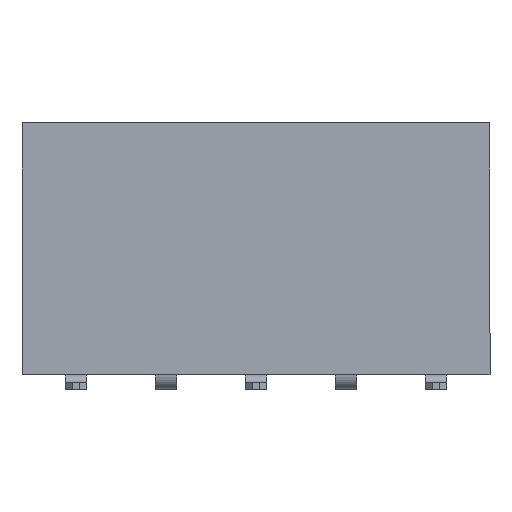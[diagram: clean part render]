
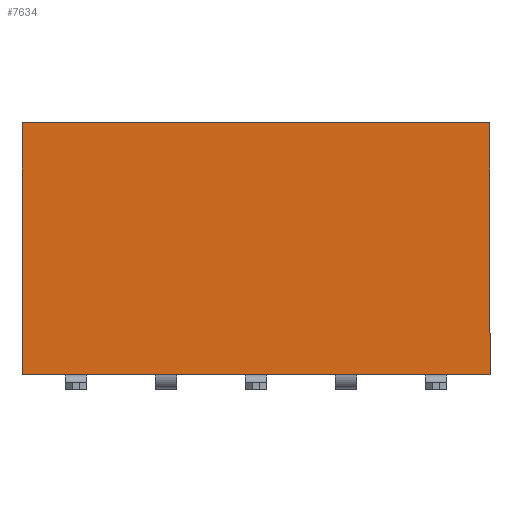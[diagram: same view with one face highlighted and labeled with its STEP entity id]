
A CAD part, left-side view. The second image highlights one B-rep face of the part: STEP entity #7634.
In plain terms, the highlighted face is planar.
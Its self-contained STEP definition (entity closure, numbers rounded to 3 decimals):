
#2600=ORIENTED_EDGE('',*,*,#3815,.T.);
#2601=ORIENTED_EDGE('',*,*,#3816,.T.);
#2602=ORIENTED_EDGE('',*,*,#3817,.T.);
#2603=ORIENTED_EDGE('',*,*,#3818,.T.);
#3815=EDGE_CURVE('',#4538,#4539,#5325,.T.);
#3816=EDGE_CURVE('',#4539,#4540,#5326,.T.);
#3817=EDGE_CURVE('',#4540,#4541,#5327,.T.);
#3818=EDGE_CURVE('',#4541,#4538,#5328,.T.);
#4538=VERTEX_POINT('',#12912);
#4539=VERTEX_POINT('',#12913);
#4540=VERTEX_POINT('',#12915);
#4541=VERTEX_POINT('',#12917);
#5325=LINE('',#12911,#6119);
#5326=LINE('',#12914,#6120);
#5327=LINE('',#12916,#6121);
#5328=LINE('',#12918,#6122);
#6119=VECTOR('',#10417,1000.);
#6120=VECTOR('',#10418,1000.);
#6121=VECTOR('',#10419,1000.);
#6122=VECTOR('',#10420,1000.);
#6524=EDGE_LOOP('',(#2600,#2601,#2602,#2603));
#6944=FACE_BOUND('',#6524,.T.);
#7224=PLANE('',#8345);
#7634=ADVANCED_FACE('',(#6944),#7224,.T.);
#8345=AXIS2_PLACEMENT_3D('',#12910,#10415,#10416);
#10415=DIRECTION('',(0.,-1.,0.));
#10416=DIRECTION('',(0.,0.,-1.));
#10417=DIRECTION('',(0.,0.,-1.));
#10418=DIRECTION('',(1.,0.,0.));
#10419=DIRECTION('',(0.,0.,1.));
#10420=DIRECTION('',(-1.,0.,0.));
#12910=CARTESIAN_POINT('',(0.,-1.25,0.));
#12911=CARTESIAN_POINT('',(-6.6,-1.25,3.55));
#12912=CARTESIAN_POINT('',(-6.6,-1.25,3.55));
#12913=CARTESIAN_POINT('',(-6.6,-1.25,-3.55));
#12914=CARTESIAN_POINT('',(-6.6,-1.25,-3.55));
#12915=CARTESIAN_POINT('',(6.6,-1.25,-3.55));
#12916=CARTESIAN_POINT('',(6.6,-1.25,-3.55));
#12917=CARTESIAN_POINT('',(6.6,-1.25,3.55));
#12918=CARTESIAN_POINT('',(6.6,-1.25,3.55));
